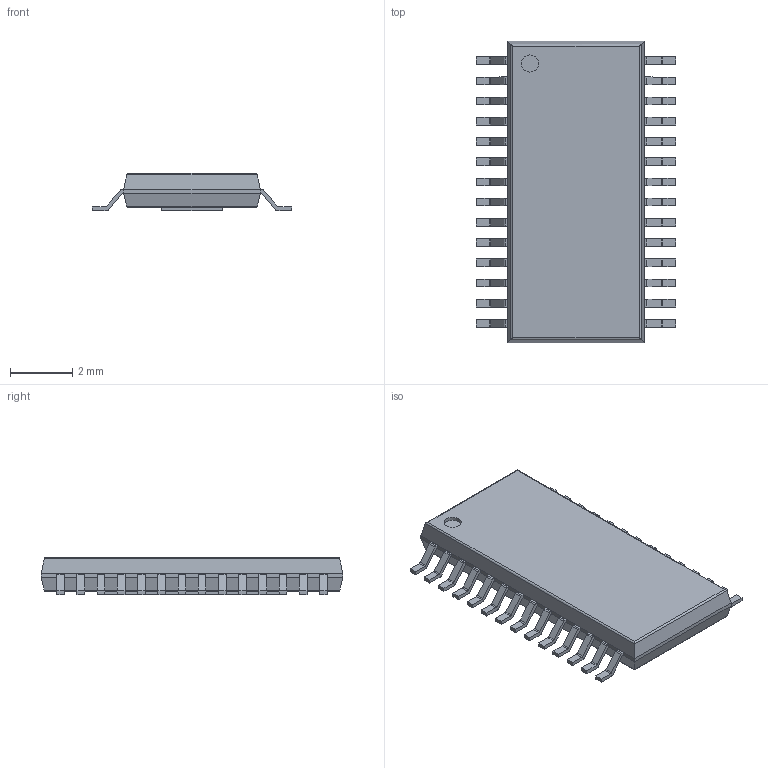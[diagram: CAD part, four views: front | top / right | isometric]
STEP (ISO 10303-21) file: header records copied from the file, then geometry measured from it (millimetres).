
FILE_DESCRIPTION(('FreeCAD Model'),'2;1');
FILE_NAME('544552.2.1.stp','2021-01-27T11:58:33',( 'Author'),(''),'Open CASCADE STEP processor 6.9','FreeCAD','Unknown' );
FILE_SCHEMA(('AUTOMOTIVE_DESIGN { 1 0 10303 214 1 1 1 1 }'));
Length unit declared in the file: millimetre
Products named in the file (4): ASSEMBLY; Body; PinsArrayLR; ThermalPad
Assembly tree (3 placements, depth 2):
  ASSEMBLY
    Body
    PinsArrayLR
    ThermalPad
Bounding box: 6.4 x 9.7 x 1.2 mm (x, y, z)
Volume: 47.6 mm3; surface area: 161.3 mm2
Topology: 30 solids, 30 shells, 394 faces, 983 edges, 650 vertices
Faces by surface type: plane 301, cylinder 93
Full cylindrical faces by diameter (mm): 0.55 x1
Entity records: 24985 total; most frequent: CARTESIAN_POINT 4689, DIRECTION 3763, LINE 2525, VECTOR 2525, ORIENTED_EDGE 1966, PCURVE 1966, DEFINITIONAL_REPRESENTATION 1966, EDGE_CURVE 983
